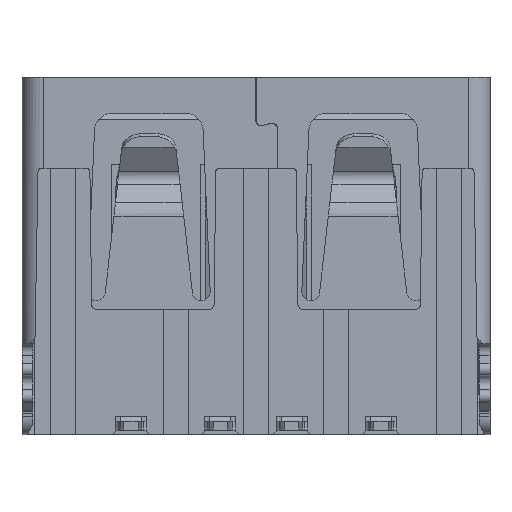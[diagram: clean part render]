
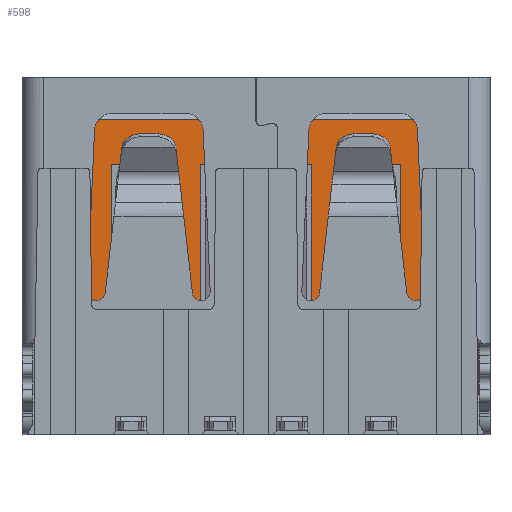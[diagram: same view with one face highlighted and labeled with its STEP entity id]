
A CAD part, front view. The second image highlights one B-rep face of the part: STEP entity #598.
In plain terms, the highlighted planar face has unit normal (0, -1, 0).
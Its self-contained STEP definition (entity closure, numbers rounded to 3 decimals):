
#598=ADVANCED_FACE('NONE',(#2093),#2094,.T.);
#2093=FACE_OUTER_BOUND('',#4260,.T.);
#2094=PLANE('',#4261);
#4260=EDGE_LOOP('',(#10262,#10263,#10264,#10265,#10266,#10267,#10268,#10269,#10270,#10271,#10272,#10273,#10274,#10275,#10276,#10277,#10278,#10279,#10280,#10281));
#4261=AXIS2_PLACEMENT_3D('',#10282,#10283,#10284);
#10262=ORIENTED_EDGE('',*,*,#15860,.T.);
#10263=ORIENTED_EDGE('',*,*,#16021,.F.);
#10264=ORIENTED_EDGE('',*,*,#16023,.T.);
#10265=ORIENTED_EDGE('',*,*,#16024,.F.);
#10266=ORIENTED_EDGE('',*,*,#15909,.T.);
#10267=ORIENTED_EDGE('',*,*,#16152,.T.);
#10268=ORIENTED_EDGE('',*,*,#16153,.T.);
#10269=ORIENTED_EDGE('',*,*,#16154,.T.);
#10270=ORIENTED_EDGE('',*,*,#15897,.T.);
#10271=ORIENTED_EDGE('',*,*,#16155,.T.);
#10272=ORIENTED_EDGE('',*,*,#16156,.T.);
#10273=ORIENTED_EDGE('',*,*,#16157,.T.);
#10274=ORIENTED_EDGE('',*,*,#15884,.T.);
#10275=ORIENTED_EDGE('',*,*,#16158,.T.);
#10276=ORIENTED_EDGE('',*,*,#16159,.T.);
#10277=ORIENTED_EDGE('',*,*,#16160,.T.);
#10278=ORIENTED_EDGE('',*,*,#15872,.T.);
#10279=ORIENTED_EDGE('',*,*,#16161,.T.);
#10280=ORIENTED_EDGE('',*,*,#16162,.T.);
#10281=ORIENTED_EDGE('',*,*,#16163,.T.);
#10282=CARTESIAN_POINT('',(-5.5,0.0,0.0));
#10283=DIRECTION('',(0.0,-1.0,0.0));
#10284=DIRECTION('',(0.0,0.0,-1.0));
#15860=EDGE_CURVE('NONE',#19612,#19610,#19613,.T.);
#15872=EDGE_CURVE('NONE',#19634,#19632,#19635,.T.);
#15884=EDGE_CURVE('NONE',#19656,#19654,#19657,.T.);
#15897=EDGE_CURVE('NONE',#19676,#19678,#19680,.T.);
#15909=EDGE_CURVE('NONE',#19698,#19700,#19702,.T.);
#16021=EDGE_CURVE('NONE',#19893,#19610,#19895,.T.);
#16023=EDGE_CURVE('NONE',#19893,#19896,#19898,.T.);
#16024=EDGE_CURVE('NONE',#19698,#19896,#19899,.T.);
#16152=EDGE_CURVE('NONE',#19700,#20109,#20110,.T.);
#16153=EDGE_CURVE('NONE',#20109,#20111,#20112,.T.);
#16154=EDGE_CURVE('NONE',#20111,#19676,#20113,.T.);
#16155=EDGE_CURVE('NONE',#19678,#20114,#20115,.T.);
#16156=EDGE_CURVE('NONE',#20114,#20116,#20117,.T.);
#16157=EDGE_CURVE('NONE',#20116,#19656,#20118,.T.);
#16158=EDGE_CURVE('NONE',#19654,#20119,#20120,.T.);
#16159=EDGE_CURVE('NONE',#20119,#20121,#20122,.T.);
#16160=EDGE_CURVE('NONE',#20121,#19634,#20123,.T.);
#16161=EDGE_CURVE('NONE',#19632,#20124,#20125,.T.);
#16162=EDGE_CURVE('NONE',#20124,#20126,#20127,.T.);
#16163=EDGE_CURVE('NONE',#20126,#19612,#20128,.T.);
#19610=VERTEX_POINT('NONE',#26762);
#19612=VERTEX_POINT('NONE',#26774);
#19613=LINE('',#26775,#26776);
#19632=VERTEX_POINT('NONE',#26805);
#19634=VERTEX_POINT('NONE',#26808);
#19635=LINE('',#26809,#26810);
#19654=VERTEX_POINT('NONE',#26839);
#19656=VERTEX_POINT('NONE',#26842);
#19657=LINE('',#26843,#26844);
#19676=VERTEX_POINT('NONE',#26873);
#19678=VERTEX_POINT('NONE',#26876);
#19680=LINE('',#26879,#26880);
#19698=VERTEX_POINT('NONE',#26907);
#19700=VERTEX_POINT('NONE',#26919);
#19702=LINE('',#26922,#26923);
#19893=VERTEX_POINT('NONE',#27262);
#19895=LINE('',#27267,#27268);
#19896=VERTEX_POINT('NONE',#27269);
#19898=LINE('',#27274,#27275);
#19899=LINE('',#27276,#27277);
#20109=VERTEX_POINT('NONE',#27696);
#20110=LINE('',#27697,#27698);
#20111=VERTEX_POINT('NONE',#27699);
#20112=LINE('',#27700,#27701);
#20113=LINE('',#27702,#27703);
#20114=VERTEX_POINT('NONE',#27704);
#20115=LINE('',#27705,#27706);
#20116=VERTEX_POINT('NONE',#27707);
#20117=LINE('',#27708,#27709);
#20118=LINE('',#27710,#27711);
#20119=VERTEX_POINT('NONE',#27712);
#20120=LINE('',#27713,#27714);
#20121=VERTEX_POINT('NONE',#27715);
#20122=LINE('',#27716,#27717);
#20123=LINE('',#27718,#27719);
#20124=VERTEX_POINT('NONE',#27720);
#20125=LINE('',#27721,#27722);
#20126=VERTEX_POINT('NONE',#27723);
#20127=LINE('',#27724,#27725);
#20128=LINE('',#27726,#27727);
#26762=CARTESIAN_POINT('',(5.35,0.0,0.3));
#26774=CARTESIAN_POINT('',(4.05,0.,0.3));
#26775=CARTESIAN_POINT('',(-5.5,0.0,0.3));
#26776=VECTOR('',#33136,1000.0);
#26805=CARTESIAN_POINT('',(2.95,0.0,0.3));
#26808=CARTESIAN_POINT('',(1.55,0.,0.3));
#26809=CARTESIAN_POINT('',(-5.5,0.0,0.3));
#26810=VECTOR('',#33148,1000.0);
#26839=CARTESIAN_POINT('',(0.45,0.0,0.3));
#26842=CARTESIAN_POINT('',(-0.45,0.,0.3));
#26843=CARTESIAN_POINT('',(-5.5,0.0,0.3));
#26844=VECTOR('',#33160,1000.0);
#26873=CARTESIAN_POINT('',(-2.95,0.,0.3));
#26876=CARTESIAN_POINT('',(-1.55,0.0,0.3));
#26879=CARTESIAN_POINT('',(-5.5,0.0,0.3));
#26880=VECTOR('',#33173,1000.0);
#26907=CARTESIAN_POINT('',(-5.35,0.0,0.3));
#26919=CARTESIAN_POINT('',(-4.05,0.0,0.3));
#26922=CARTESIAN_POINT('',(-5.5,0.0,0.3));
#26923=VECTOR('',#33184,1000.0);
#27262=CARTESIAN_POINT('',(5.35,0.0,7.722));
#27267=CARTESIAN_POINT('',(5.35,0.0,20.738));
#27268=VECTOR('',#33321,1000.0);
#27269=CARTESIAN_POINT('',(-5.35,0.0,7.722));
#27274=CARTESIAN_POINT('',(-6.0,0.0,7.722));
#27275=VECTOR('',#33322,1000.0);
#27276=CARTESIAN_POINT('',(-5.35,0.0,20.738));
#27277=VECTOR('',#33323,1000.0);
#27696=CARTESIAN_POINT('',(-4.05,0.0,6.45));
#27697=CARTESIAN_POINT('',(-4.05,0.0,0.0));
#27698=VECTOR('',#33457,1000.0);
#27699=CARTESIAN_POINT('',(-2.95,0.0,6.45));
#27700=CARTESIAN_POINT('',(-5.5,0.0,6.45));
#27701=VECTOR('',#33458,1000.0);
#27702=CARTESIAN_POINT('',(-2.95,0.0,0.0));
#27703=VECTOR('',#33459,1000.0);
#27704=CARTESIAN_POINT('',(-1.55,0.0,6.45));
#27705=CARTESIAN_POINT('',(-1.55,0.0,0.0));
#27706=VECTOR('',#33460,1000.0);
#27707=CARTESIAN_POINT('',(-0.45,0.0,6.45));
#27708=CARTESIAN_POINT('',(-5.5,0.0,6.45));
#27709=VECTOR('',#33461,1000.0);
#27710=CARTESIAN_POINT('',(-0.45,0.0,0.0));
#27711=VECTOR('',#33462,1000.0);
#27712=CARTESIAN_POINT('',(0.45,0.0,6.45));
#27713=CARTESIAN_POINT('',(0.45,0.0,0.0));
#27714=VECTOR('',#33463,1000.0);
#27715=CARTESIAN_POINT('',(1.55,0.0,6.45));
#27716=CARTESIAN_POINT('',(-5.5,0.0,6.45));
#27717=VECTOR('',#33464,1000.0);
#27718=CARTESIAN_POINT('',(1.55,0.0,0.0));
#27719=VECTOR('',#33465,1000.0);
#27720=CARTESIAN_POINT('',(2.95,0.0,6.45));
#27721=CARTESIAN_POINT('',(2.95,0.0,0.0));
#27722=VECTOR('',#33466,1000.0);
#27723=CARTESIAN_POINT('',(4.05,0.0,6.45));
#27724=CARTESIAN_POINT('',(-5.5,0.0,6.45));
#27725=VECTOR('',#33467,1000.0);
#27726=CARTESIAN_POINT('',(4.05,0.0,0.0));
#27727=VECTOR('',#33468,1000.0);
#33136=DIRECTION('',(1.0,0.0,0.0));
#33148=DIRECTION('',(1.0,0.0,0.0));
#33160=DIRECTION('',(1.0,0.0,0.0));
#33173=DIRECTION('',(1.0,0.0,0.0));
#33184=DIRECTION('',(1.0,0.0,0.0));
#33321=DIRECTION('',(0.0,0.0,-1.0));
#33322=DIRECTION('',(-1.0,0.0,-0.0));
#33323=DIRECTION('',(-0.0,-0.0,1.0));
#33457=DIRECTION('',(-0.0,0.0,1.0));
#33458=DIRECTION('',(1.0,0.0,0.0));
#33459=DIRECTION('',(0.0,-0.0,-1.0));
#33460=DIRECTION('',(-0.0,0.0,1.0));
#33461=DIRECTION('',(1.0,0.0,0.0));
#33462=DIRECTION('',(0.0,-0.0,-1.0));
#33463=DIRECTION('',(-0.0,0.0,1.0));
#33464=DIRECTION('',(1.0,0.0,0.0));
#33465=DIRECTION('',(0.0,-0.0,-1.0));
#33466=DIRECTION('',(-0.0,0.0,1.0));
#33467=DIRECTION('',(1.0,0.0,0.0));
#33468=DIRECTION('',(0.0,-0.0,-1.0));
